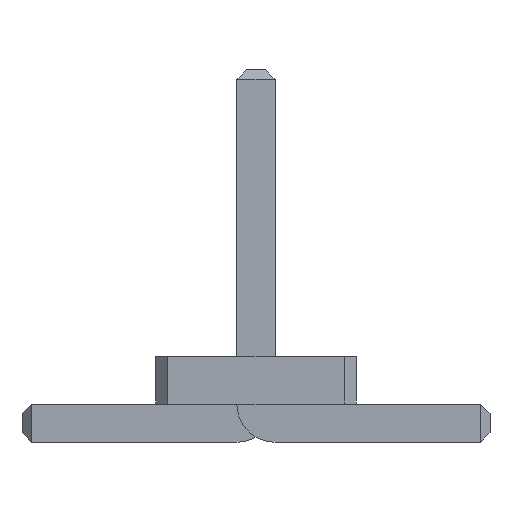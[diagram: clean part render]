
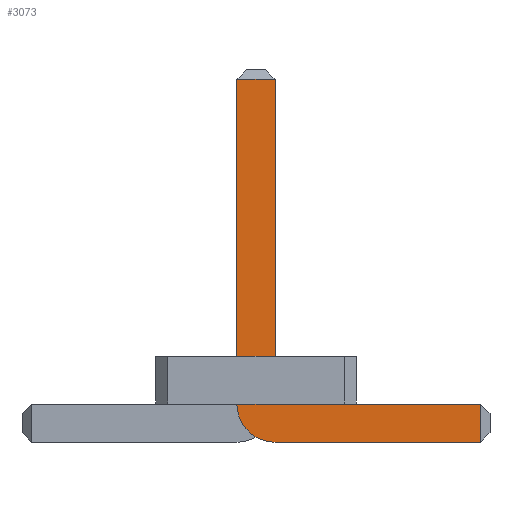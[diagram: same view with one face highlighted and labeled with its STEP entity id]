
A CAD part, front view. The second image highlights one B-rep face of the part: STEP entity #3073.
In plain terms, the highlighted planar face has unit normal (0, -1, 0).
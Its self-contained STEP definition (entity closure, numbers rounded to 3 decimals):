
#67=DIRECTION('',(1.,0.,0.));
#1352=VECTOR('',#67,1.);
#1405=DIRECTION('',(-1.,0.,0.));
#2687=VECTOR('',#1405,1.);
#2880=DIRECTION('',(-0.,1.,0.));
#2881=DIRECTION('',(0.,0.,-1.));
#2888=VECTOR('',#2889,1.);
#2889=DIRECTION('',(0.,0.,1.));
#2900=VECTOR('',#2881,1.);
#2912=DIRECTION('',(0.,1.,0.));
#2913=DIRECTION('',(1.,0.,0.));
#2920=VERTEX_POINT('',#2921);
#2921=CARTESIAN_POINT('',(2.35,-14.17,0.));
#2924=ORIENTED_EDGE('',*,*,#2925,.T.);
#2925=EDGE_CURVE('',#2920,#2926,#2928,.T.);
#2926=VERTEX_POINT('',#2927);
#2927=CARTESIAN_POINT('',(0.2,-14.17,0.));
#2928=LINE('',#2929,#2687);
#2929=CARTESIAN_POINT('',(2.45,-14.17,0.));
#2968=VERTEX_POINT('',#2969);
#2969=CARTESIAN_POINT('',(-0.2,-14.17,0.4));
#2972=EDGE_CURVE('',#2926,#2968,#2973,.T.);
#2973=CIRCLE('',#2974,0.4);
#2974=AXIS2_PLACEMENT_3D('',#2975,#2880,#2881);
#2975=CARTESIAN_POINT('',(0.2,-14.17,0.4));
#2984=VERTEX_POINT('',#2975);
#2986=ORIENTED_EDGE('',*,*,#2987,.T.);
#2987=EDGE_CURVE('',#2984,#2988,#2990,.T.);
#2988=VERTEX_POINT('',#2989);
#2989=CARTESIAN_POINT('',(2.35,-14.17,0.4));
#2990=LINE('',#2975,#1352);
#3000=ORIENTED_EDGE('',*,*,#3001,.T.);
#3001=EDGE_CURVE('',#2968,#3002,#3004,.T.);
#3002=VERTEX_POINT('',#3003);
#3003=CARTESIAN_POINT('',(-0.2,-14.17,3.8));
#3004=LINE('',#3005,#2888);
#3005=CARTESIAN_POINT('',(-0.2,-14.17,0.));
#3018=VERTEX_POINT('',#3019);
#3019=CARTESIAN_POINT('',(0.2,-14.17,3.8));
#3021=ORIENTED_EDGE('',*,*,#3022,.T.);
#3022=EDGE_CURVE('',#3018,#2984,#3023,.T.);
#3023=LINE('',#3024,#2900);
#3024=CARTESIAN_POINT('',(0.2,-14.17,3.9));
#3073=ADVANCED_FACE('',(#3074),#3083,.F.);
#3074=FACE_BOUND('',#3075,.F.);
#3075=EDGE_LOOP('',(#2924,#3076,#3000,#3077,#3021,#2986,#3080));
#3076=ORIENTED_EDGE('',*,*,#2972,.T.);
#3077=ORIENTED_EDGE('',*,*,#3078,.T.);
#3078=EDGE_CURVE('',#3002,#3018,#3079,.T.);
#3079=LINE('',#3003,#1352);
#3080=ORIENTED_EDGE('',*,*,#3081,.T.);
#3081=EDGE_CURVE('',#2988,#2920,#3082,.T.);
#3082=LINE('',#2989,#2900);
#3083=PLANE('',#3084);
#3084=AXIS2_PLACEMENT_3D('',#3085,#2912,#2913);
#3085=CARTESIAN_POINT('',(0.524,-14.17,1.349));
